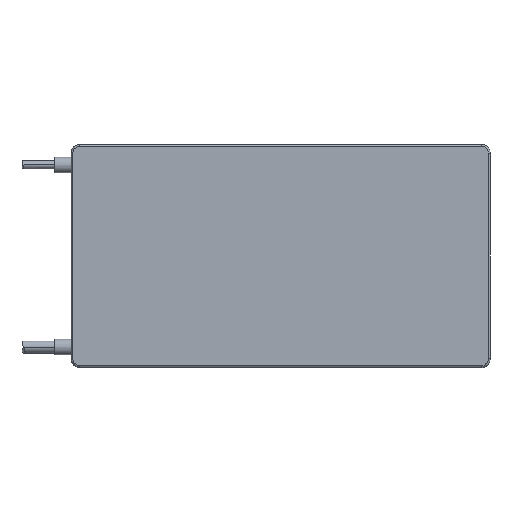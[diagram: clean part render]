
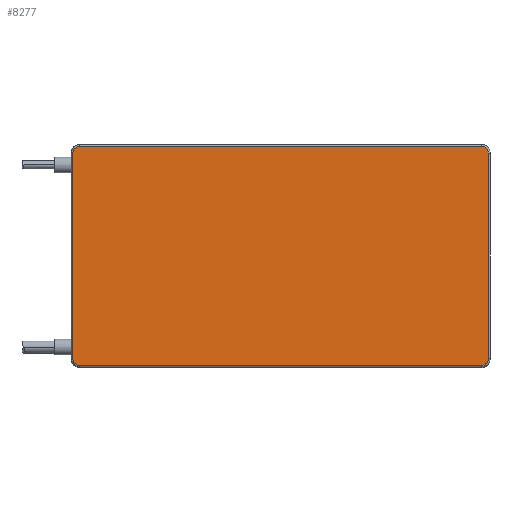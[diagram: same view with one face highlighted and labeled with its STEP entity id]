
A CAD part, front view. The second image highlights one B-rep face of the part: STEP entity #8277.
In plain terms, the highlighted planar face has unit normal (0, -1, 0).
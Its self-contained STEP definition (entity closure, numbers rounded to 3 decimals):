
#2126=CARTESIAN_POINT('',(230.166,-7.85,-66.668));
#2127=CARTESIAN_POINT('',(230.377,-7.85,
-66.668));
#2128=CARTESIAN_POINT('',(230.793,-7.85,
-66.635));
#2129=CARTESIAN_POINT('',(231.407,-7.85,
-66.488));
#2130=CARTESIAN_POINT('',(231.989,-7.85,-66.247));
#2131=CARTESIAN_POINT('',(232.527,-7.85,-65.918));
#2132=CARTESIAN_POINT('',(233.007,-7.85,-65.508));
#2133=CARTESIAN_POINT('',(233.416,-7.85,-65.028));
#2134=CARTESIAN_POINT('',(233.745,-7.85,
-64.491));
#2135=CARTESIAN_POINT('',(233.987,-7.85,
-63.908));
#2136=CARTESIAN_POINT('',(234.134,-7.85,
-63.294));
#2137=CARTESIAN_POINT('',(234.166,-7.85,
-62.878));
#2138=CARTESIAN_POINT('',(234.166,-7.85,-62.668));
#2140=DIRECTION('',(1.,0.,0.));
#2141=VECTOR('',#2140,245.);
#2142=CARTESIAN_POINT('',(-14.834,-7.85,-66.668));
#2143=LINE('',#2142,#2141);
#2144=CARTESIAN_POINT('',(-18.834,-7.85,-62.668));
#2145=CARTESIAN_POINT('',(-18.834,-7.85,
-62.878));
#2146=CARTESIAN_POINT('',(-18.801,-7.85,
-63.294));
#2147=CARTESIAN_POINT('',(-18.654,-7.85,
-63.909));
#2148=CARTESIAN_POINT('',(-18.412,-7.85,-64.491));
#2149=CARTESIAN_POINT('',(-18.083,-7.85,-65.029));
#2150=CARTESIAN_POINT('',(-17.673,-7.85,-65.508));
#2151=CARTESIAN_POINT('',(-17.194,-7.85,-65.918));
#2152=CARTESIAN_POINT('',(-16.656,-7.85,
-66.247));
#2153=CARTESIAN_POINT('',(-16.074,-7.85,
-66.488));
#2154=CARTESIAN_POINT('',(-15.46,-7.85,
-66.635));
#2155=CARTESIAN_POINT('',(-15.044,-7.85,
-66.668));
#2156=CARTESIAN_POINT('',(-14.834,-7.85,-66.668));
#2158=CARTESIAN_POINT('',(-14.834,-7.85,66.668));
#2159=CARTESIAN_POINT('',(-15.044,-7.85,
66.668));
#2160=CARTESIAN_POINT('',(-15.46,-7.85,
66.635));
#2161=CARTESIAN_POINT('',(-16.074,-7.85,
66.488));
#2162=CARTESIAN_POINT('',(-16.657,-7.85,66.247));
#2163=CARTESIAN_POINT('',(-17.194,-7.85,65.918));
#2164=CARTESIAN_POINT('',(-17.674,-7.85,65.508));
#2165=CARTESIAN_POINT('',(-18.083,-7.85,65.028));
#2166=CARTESIAN_POINT('',(-18.413,-7.85,
64.491));
#2167=CARTESIAN_POINT('',(-18.654,-7.85,
63.908));
#2168=CARTESIAN_POINT('',(-18.801,-7.85,
63.294));
#2169=CARTESIAN_POINT('',(-18.834,-7.85,
62.878));
#2170=CARTESIAN_POINT('',(-18.834,-7.85,62.668));
#2172=DIRECTION('',(-1.,0.,0.));
#2173=VECTOR('',#2172,245.);
#2174=CARTESIAN_POINT('',(230.166,-7.85,66.668));
#2175=LINE('',#2174,#2173);
#2176=CARTESIAN_POINT('',(234.166,-7.85,62.668));
#2177=CARTESIAN_POINT('',(234.166,-7.85,62.878));
#2178=CARTESIAN_POINT('',(234.134,-7.85,63.294));
#2179=CARTESIAN_POINT('',(233.987,-7.85,63.909));
#2180=CARTESIAN_POINT('',(233.745,-7.85,64.491));
#2181=CARTESIAN_POINT('',(233.416,-7.85,65.029));
#2182=CARTESIAN_POINT('',(233.006,-7.85,65.508));
#2183=CARTESIAN_POINT('',(232.527,-7.85,65.918));
#2184=CARTESIAN_POINT('',(231.989,-7.85,66.247));
#2185=CARTESIAN_POINT('',(231.407,-7.85,66.488));
#2186=CARTESIAN_POINT('',(230.793,-7.85,66.635));
#2187=CARTESIAN_POINT('',(230.377,-7.85,66.668));
#2188=CARTESIAN_POINT('',(230.166,-7.85,66.668));
#2190=DIRECTION('',(0.,0.,1.));
#2191=VECTOR('',#2190,125.335);
#2192=CARTESIAN_POINT('',(234.166,-7.85,-62.668));
#2193=LINE('',#2192,#2191);
#2519=DIRECTION('',(0.,0.,-1.));
#2520=VECTOR('',#2519,125.335);
#2521=CARTESIAN_POINT('',(-18.834,-7.85,62.668));
#2522=LINE('',#2521,#2520);
#4289=VERTEX_POINT('',#2126);
#4290=VERTEX_POINT('',#2138);
#4291=CARTESIAN_POINT('',(234.166,-7.85,62.668));
#4292=VERTEX_POINT('',#4291);
#4293=VERTEX_POINT('',#2188);
#4294=CARTESIAN_POINT('',(-14.834,-7.85,66.668));
#4295=VERTEX_POINT('',#4294);
#4300=VERTEX_POINT('',#2170);
#4301=VERTEX_POINT('',#2144);
#4302=VERTEX_POINT('',#2156);
#8257=CARTESIAN_POINT('',(107.666,-7.85,0.));
#8258=DIRECTION('',(0.,1.,0.));
#8259=DIRECTION('',(-1.,0.,0.));
#8260=AXIS2_PLACEMENT_3D('',#8257,#8258,#8259);
#8261=PLANE('',#8260);
#8263=ORIENTED_EDGE('',*,*,#8262,.F.);
#8264=ORIENTED_EDGE('',*,*,#8241,.F.);
#8265=ORIENTED_EDGE('',*,*,#8142,.F.);
#8267=ORIENTED_EDGE('',*,*,#8266,.F.);
#8268=ORIENTED_EDGE('',*,*,#8039,.F.);
#8270=ORIENTED_EDGE('',*,*,#8269,.F.);
#8272=ORIENTED_EDGE('',*,*,#8271,.F.);
#8274=ORIENTED_EDGE('',*,*,#8273,.F.);
#8275=EDGE_LOOP('',(#8263,#8264,#8265,#8267,#8268,#8270,#8272,#8274));
#8276=FACE_OUTER_BOUND('',#8275,.F.);
#8277=ADVANCED_FACE('',(#8276),#8261,.F.);
#2139=B_SPLINE_CURVE_WITH_KNOTS('',3,(#2126,#2127,#2128,#2129,#2130,#2131,#2132,
#2133,#2134,#2135,#2136,#2137,#2138),.UNSPECIFIED.,.F.,.F.,(4,1,1,1,1,1,1,1,1,1,
4),(0.,0.1,0.2,0.3,0.4,0.5,0.6,0.7,0.8,0.9,1.),
.UNSPECIFIED.);
#2157=B_SPLINE_CURVE_WITH_KNOTS('',3,(#2144,#2145,#2146,#2147,#2148,#2149,#2150,
#2151,#2152,#2153,#2154,#2155,#2156),.UNSPECIFIED.,.F.,.F.,(4,1,1,1,1,1,1,1,1,1,
4),(0.,0.1,0.2,0.3,0.4,0.5,0.6,0.7,0.8,0.9,1.),
.UNSPECIFIED.);
#2171=B_SPLINE_CURVE_WITH_KNOTS('',3,(#2158,#2159,#2160,#2161,#2162,#2163,#2164,
#2165,#2166,#2167,#2168,#2169,#2170),.UNSPECIFIED.,.F.,.F.,(4,1,1,1,1,1,1,1,1,1,
4),(0.,0.1,0.2,0.3,0.4,0.5,0.6,0.7,0.8,0.9,1.),
.UNSPECIFIED.);
#2189=B_SPLINE_CURVE_WITH_KNOTS('',3,(#2176,#2177,#2178,#2179,#2180,#2181,#2182,
#2183,#2184,#2185,#2186,#2187,#2188),.UNSPECIFIED.,.F.,.F.,(4,1,1,1,1,1,1,1,1,1,
4),(0.,0.1,0.2,0.3,0.4,0.5,0.6,0.7,0.8,0.9,1.),
.UNSPECIFIED.);
#8039=EDGE_CURVE('',#4295,#4300,#2171,.T.);
#8142=EDGE_CURVE('',#4301,#4302,#2157,.T.);
#8241=EDGE_CURVE('',#4302,#4289,#2143,.T.);
#8262=EDGE_CURVE('',#4289,#4290,#2139,.T.);
#8266=EDGE_CURVE('',#4300,#4301,#2522,.T.);
#8269=EDGE_CURVE('',#4293,#4295,#2175,.T.);
#8271=EDGE_CURVE('',#4292,#4293,#2189,.T.);
#8273=EDGE_CURVE('',#4290,#4292,#2193,.T.);
